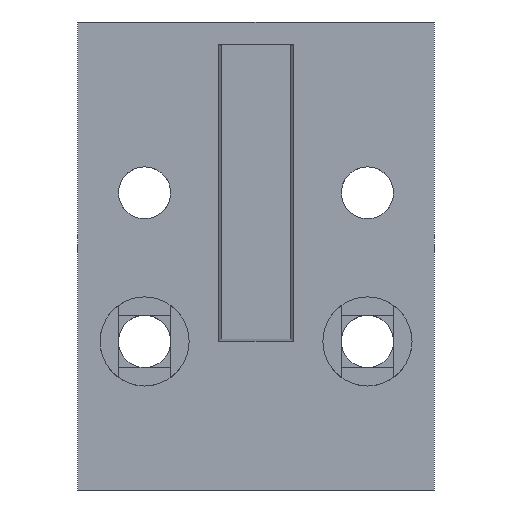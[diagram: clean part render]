
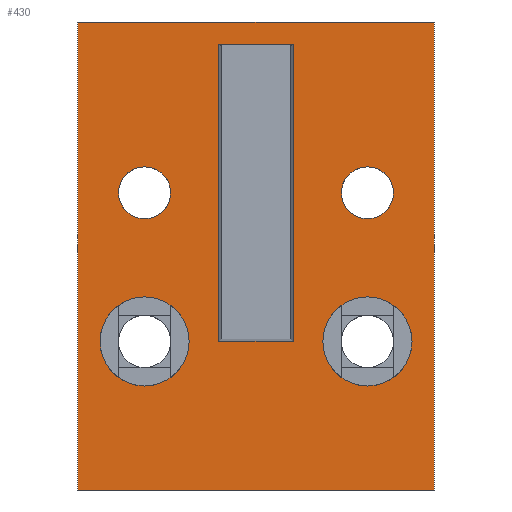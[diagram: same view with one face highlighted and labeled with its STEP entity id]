
A CAD part, front view. The second image highlights one B-rep face of the part: STEP entity #430.
In plain terms, the highlighted planar face has unit normal (0, -1, 0).
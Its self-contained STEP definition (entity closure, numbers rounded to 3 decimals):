
#5 = FACE_BOUND ( 'NONE', #1044, .T. ) ;
#14 = LINE ( 'NONE', #1742, #310 ) ;
#26 = EDGE_CURVE ( 'NONE', #665, #528, #909, .T. ) ;
#33 = VERTEX_POINT ( 'NONE', #726 ) ;
#37 = DIRECTION ( 'NONE',  ( 0., 1., 0. ) ) ;
#64 = DIRECTION ( 'NONE',  ( -1., 0., 0. ) ) ;
#78 = VERTEX_POINT ( 'NONE', #2171 ) ;
#79 = DIRECTION ( 'NONE',  ( 0., 1., 0. ) ) ;
#125 = EDGE_CURVE ( 'NONE', #1289, #989, #557, .T. ) ;
#126 = VECTOR ( 'NONE', #1752, 1000. ) ;
#154 = CARTESIAN_POINT ( 'NONE',  ( -2.5, -11., 60. ) ) ;
#200 = CARTESIAN_POINT ( 'NONE',  ( -10.5, -11., 60. ) ) ;
#207 = CARTESIAN_POINT ( 'NONE',  ( -2.5, -11., 80. ) ) ;
#238 = EDGE_CURVE ( 'NONE', #1658, #1907, #888, .T. ) ;
#268 = CIRCLE ( 'NONE', #1220, 3. ) ;
#280 = EDGE_CURVE ( 'NONE', #284, #1567, #2225, .T. ) ;
#284 = VERTEX_POINT ( 'NONE', #2241 ) ;
#309 = EDGE_LOOP ( 'NONE', ( #1133, #807 ) ) ;
#310 = VECTOR ( 'NONE', #1605, 1000. ) ;
#315 = DIRECTION ( 'NONE',  ( -1., 0., 0. ) ) ;
#331 = CARTESIAN_POINT ( 'NONE',  ( -7.5, -11., 60. ) ) ;
#348 = VECTOR ( 'NONE', #358, 1000. ) ;
#357 = ORIENTED_EDGE ( 'NONE', *, *, #647, .T. ) ;
#358 = DIRECTION ( 'NONE',  ( 1., 0., 0. ) ) ;
#369 = ORIENTED_EDGE ( 'NONE', *, *, #690, .T. ) ;
#404 = ORIENTED_EDGE ( 'NONE', *, *, #797, .T. ) ;
#406 = CARTESIAN_POINT ( 'NONE',  ( 7.5, -11., 70. ) ) ;
#414 = EDGE_CURVE ( 'NONE', #1934, #2033, #526, .T. ) ;
#430 = ADVANCED_FACE ( 'NONE', ( #1086, #1563, #1061, #5, #1438, #1404 ), #1776, .T. ) ;
#446 = CARTESIAN_POINT ( 'NONE',  ( -11.25, -11., 50. ) ) ;
#453 = CARTESIAN_POINT ( 'NONE',  ( -2.5, -11., 65. ) ) ;
#458 = EDGE_CURVE ( 'NONE', #1895, #2141, #14, .T. ) ;
#486 = EDGE_CURVE ( 'NONE', #33, #528, #2110, .T. ) ;
#496 = DIRECTION ( 'NONE',  ( 0., 1., 0. ) ) ;
#526 = LINE ( 'NONE', #1051, #126 ) ;
#528 = VERTEX_POINT ( 'NONE', #628 ) ;
#531 = CARTESIAN_POINT ( 'NONE',  ( 12., -11., 81.5 ) ) ;
#537 = DIRECTION ( 'NONE',  ( 1., 0., 0. ) ) ;
#542 = CARTESIAN_POINT ( 'NONE',  ( 0., -11., 60. ) ) ;
#557 = CIRCLE ( 'NONE', #1825, 1.75 ) ;
#560 = CARTESIAN_POINT ( 'NONE',  ( -4.5, -11., 60. ) ) ;
#606 = VECTOR ( 'NONE', #801, 1000. ) ;
#611 = ORIENTED_EDGE ( 'NONE', *, *, #630, .T. ) ;
#621 = ORIENTED_EDGE ( 'NONE', *, *, #26, .F. ) ;
#622 = CARTESIAN_POINT ( 'NONE',  ( 10.5, -11., 60. ) ) ;
#628 = CARTESIAN_POINT ( 'NONE',  ( 2.5, -11., 60. ) ) ;
#630 = EDGE_CURVE ( 'NONE', #78, #1844, #268, .T. ) ;
#647 = EDGE_CURVE ( 'NONE', #1844, #78, #1468, .T. ) ;
#656 = DIRECTION ( 'NONE',  ( 0., 1., 0. ) ) ;
#665 = VERTEX_POINT ( 'NONE', #154 ) ;
#673 = LINE ( 'NONE', #453, #1079 ) ;
#690 = EDGE_CURVE ( 'NONE', #1907, #1658, #1613, .T. ) ;
#726 = CARTESIAN_POINT ( 'NONE',  ( 2.5, -11., 80. ) ) ;
#767 = CARTESIAN_POINT ( 'NONE',  ( 12., -11., 50. ) ) ;
#797 = EDGE_CURVE ( 'NONE', #815, #33, #1931, .T. ) ;
#801 = DIRECTION ( 'NONE',  ( -1., 0., 0. ) ) ;
#806 = DIRECTION ( 'NONE',  ( 0., 0., -1. ) ) ;
#807 = ORIENTED_EDGE ( 'NONE', *, *, #125, .T. ) ;
#811 = CARTESIAN_POINT ( 'NONE',  ( 7.5, -11., 60. ) ) ;
#815 = VERTEX_POINT ( 'NONE', #207 ) ;
#825 = DIRECTION ( 'NONE',  ( -1., 0., 0. ) ) ;
#848 = DIRECTION ( 'NONE',  ( -1., 0., 0. ) ) ;
#855 = AXIS2_PLACEMENT_3D ( 'NONE', #1856, #1020, #315 ) ;
#862 = CARTESIAN_POINT ( 'NONE',  ( -7.5, -11., 60. ) ) ;
#888 = CIRCLE ( 'NONE', #1431, 3. ) ;
#909 = LINE ( 'NONE', #542, #1687 ) ;
#928 = EDGE_LOOP ( 'NONE', ( #611, #357 ) ) ;
#989 = VERTEX_POINT ( 'NONE', #1332 ) ;
#1016 = ORIENTED_EDGE ( 'NONE', *, *, #414, .T. ) ;
#1020 = DIRECTION ( 'NONE',  ( 0., 1., 0. ) ) ;
#1044 = EDGE_LOOP ( 'NONE', ( #369, #1851 ) ) ;
#1051 = CARTESIAN_POINT ( 'NONE',  ( -12., -11., 80. ) ) ;
#1061 = FACE_BOUND ( 'NONE', #309, .T. ) ;
#1065 = ORIENTED_EDGE ( 'NONE', *, *, #2193, .F. ) ;
#1079 = VECTOR ( 'NONE', #806, 1000. ) ;
#1086 = FACE_OUTER_BOUND ( 'NONE', #1350, .T. ) ;
#1089 = CARTESIAN_POINT ( 'NONE',  ( -12., -11., 50. ) ) ;
#1119 = DIRECTION ( 'NONE',  ( 0., 0., -1. ) ) ;
#1133 = ORIENTED_EDGE ( 'NONE', *, *, #1348, .T. ) ;
#1202 = DIRECTION ( 'NONE',  ( 0., 1., 0. ) ) ;
#1220 = AXIS2_PLACEMENT_3D ( 'NONE', #1554, #1202, #1504 ) ;
#1239 = DIRECTION ( 'NONE',  ( 1., 0., 0. ) ) ;
#1255 = VECTOR ( 'NONE', #537, 1000. ) ;
#1257 = CARTESIAN_POINT ( 'NONE',  ( 2.5, -11., 65. ) ) ;
#1264 = CARTESIAN_POINT ( 'NONE',  ( 9.25, -11., 70. ) ) ;
#1289 = VERTEX_POINT ( 'NONE', #1264 ) ;
#1332 = CARTESIAN_POINT ( 'NONE',  ( 5.75, -11., 70. ) ) ;
#1348 = EDGE_CURVE ( 'NONE', #989, #1289, #2231, .T. ) ;
#1350 = EDGE_LOOP ( 'NONE', ( #1869, #1016, #1065, #1464 ) ) ;
#1370 = CIRCLE ( 'NONE', #1511, 1.75 ) ;
#1376 = CARTESIAN_POINT ( 'NONE',  ( 0., -11., 81.5 ) ) ;
#1391 = DIRECTION ( 'NONE',  ( 0., -1., 0. ) ) ;
#1404 = FACE_BOUND ( 'NONE', #1440, .T. ) ;
#1415 = CARTESIAN_POINT ( 'NONE',  ( -11.25, -11., 80. ) ) ;
#1431 = AXIS2_PLACEMENT_3D ( 'NONE', #862, #2196, #848 ) ;
#1433 = AXIS2_PLACEMENT_3D ( 'NONE', #811, #496, #2214 ) ;
#1436 = EDGE_CURVE ( 'NONE', #815, #665, #673, .T. ) ;
#1438 = FACE_BOUND ( 'NONE', #928, .T. ) ;
#1440 = EDGE_LOOP ( 'NONE', ( #1822, #404, #1485, #621 ) ) ;
#1464 = ORIENTED_EDGE ( 'NONE', *, *, #458, .F. ) ;
#1468 = CIRCLE ( 'NONE', #1433, 3. ) ;
#1473 = DIRECTION ( 'NONE',  ( 0., 1., 0. ) ) ;
#1485 = ORIENTED_EDGE ( 'NONE', *, *, #486, .T. ) ;
#1504 = DIRECTION ( 'NONE',  ( -1., 0., 0. ) ) ;
#1511 = AXIS2_PLACEMENT_3D ( 'NONE', #1619, #37, #64 ) ;
#1554 = CARTESIAN_POINT ( 'NONE',  ( 7.5, -11., 60. ) ) ;
#1563 = FACE_BOUND ( 'NONE', #2069, .T. ) ;
#1567 = VERTEX_POINT ( 'NONE', #1743 ) ;
#1570 = EDGE_CURVE ( 'NONE', #1567, #284, #1370, .T. ) ;
#1586 = DIRECTION ( 'NONE',  ( 1., 0., 0. ) ) ;
#1605 = DIRECTION ( 'NONE',  ( 0., 0., -1. ) ) ;
#1613 = CIRCLE ( 'NONE', #2117, 3. ) ;
#1619 = CARTESIAN_POINT ( 'NONE',  ( -7.5, -11., 70. ) ) ;
#1624 = DIRECTION ( 'NONE',  ( -1., 0., 0. ) ) ;
#1653 = CARTESIAN_POINT ( 'NONE',  ( 7.5, -11., 70. ) ) ;
#1658 = VERTEX_POINT ( 'NONE', #560 ) ;
#1687 = VECTOR ( 'NONE', #1239, 1000. ) ;
#1688 = VECTOR ( 'NONE', #1119, 1000. ) ;
#1697 = ORIENTED_EDGE ( 'NONE', *, *, #280, .T. ) ;
#1742 = CARTESIAN_POINT ( 'NONE',  ( 12., -11., 80. ) ) ;
#1743 = CARTESIAN_POINT ( 'NONE',  ( -9.25, -11., 70. ) ) ;
#1752 = DIRECTION ( 'NONE',  ( 0., 0., -1. ) ) ;
#1763 = AXIS2_PLACEMENT_3D ( 'NONE', #406, #79, #1773 ) ;
#1764 = CARTESIAN_POINT ( 'NONE',  ( 0., -11., 80. ) ) ;
#1773 = DIRECTION ( 'NONE',  ( -1., 0., 0. ) ) ;
#1776 = PLANE ( 'NONE',  #1903 ) ;
#1822 = ORIENTED_EDGE ( 'NONE', *, *, #1436, .F. ) ;
#1825 = AXIS2_PLACEMENT_3D ( 'NONE', #1653, #1473, #1624 ) ;
#1844 = VERTEX_POINT ( 'NONE', #622 ) ;
#1851 = ORIENTED_EDGE ( 'NONE', *, *, #238, .T. ) ;
#1856 = CARTESIAN_POINT ( 'NONE',  ( -7.5, -11., 70. ) ) ;
#1869 = ORIENTED_EDGE ( 'NONE', *, *, #1930, .F. ) ;
#1895 = VERTEX_POINT ( 'NONE', #531 ) ;
#1903 = AXIS2_PLACEMENT_3D ( 'NONE', #1415, #1391, #1586 ) ;
#1904 = LINE ( 'NONE', #1376, #348 ) ;
#1907 = VERTEX_POINT ( 'NONE', #200 ) ;
#1930 = EDGE_CURVE ( 'NONE', #1934, #1895, #1904, .T. ) ;
#1931 = LINE ( 'NONE', #1764, #1255 ) ;
#1934 = VERTEX_POINT ( 'NONE', #2084 ) ;
#2033 = VERTEX_POINT ( 'NONE', #1089 ) ;
#2044 = ORIENTED_EDGE ( 'NONE', *, *, #1570, .T. ) ;
#2069 = EDGE_LOOP ( 'NONE', ( #2044, #1697 ) ) ;
#2084 = CARTESIAN_POINT ( 'NONE',  ( -12., -11., 81.5 ) ) ;
#2110 = LINE ( 'NONE', #1257, #1688 ) ;
#2117 = AXIS2_PLACEMENT_3D ( 'NONE', #331, #656, #825 ) ;
#2141 = VERTEX_POINT ( 'NONE', #767 ) ;
#2171 = CARTESIAN_POINT ( 'NONE',  ( 4.5, -11., 60. ) ) ;
#2193 = EDGE_CURVE ( 'NONE', #2141, #2033, #2215, .T. ) ;
#2196 = DIRECTION ( 'NONE',  ( 0., 1., 0. ) ) ;
#2214 = DIRECTION ( 'NONE',  ( -1., 0., 0. ) ) ;
#2215 = LINE ( 'NONE', #446, #606 ) ;
#2225 = CIRCLE ( 'NONE', #855, 1.75 ) ;
#2231 = CIRCLE ( 'NONE', #1763, 1.75 ) ;
#2241 = CARTESIAN_POINT ( 'NONE',  ( -5.75, -11., 70. ) ) ;
